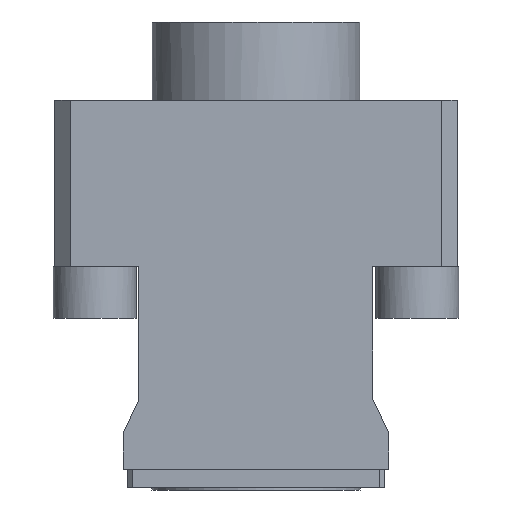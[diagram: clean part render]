
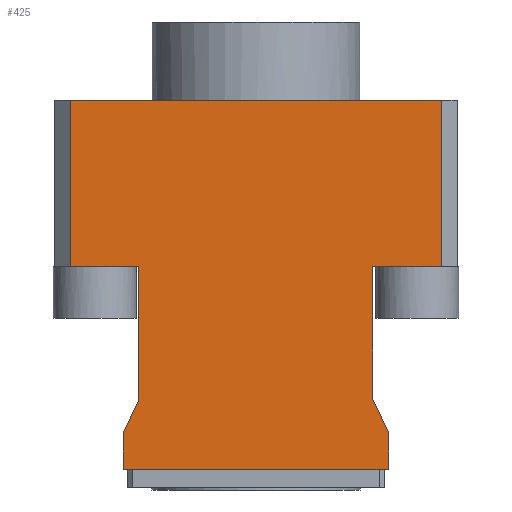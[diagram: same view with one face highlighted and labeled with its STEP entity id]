
A CAD part, left-side view. The second image highlights one B-rep face of the part: STEP entity #425.
In plain terms, the highlighted planar face has unit normal (-1, 0, 0).
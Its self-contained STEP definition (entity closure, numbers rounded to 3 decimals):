
#99=FACE_OUTER_BOUND('',#581,.T.);
#125=LINE('',#1787,#254);
#129=LINE('',#1795,#258);
#215=LINE('',#2074,#344);
#217=LINE('',#2078,#346);
#220=LINE('',#2084,#349);
#222=LINE('',#2088,#351);
#224=LINE('',#2092,#353);
#225=LINE('',#2094,#354);
#227=LINE('',#2098,#356);
#229=LINE('',#2102,#358);
#230=LINE('',#2104,#359);
#231=LINE('',#2106,#360);
#254=VECTOR('',#1431,1.);
#258=VECTOR('',#1435,1.);
#344=VECTOR('',#1655,1.);
#346=VECTOR('',#1659,1.);
#349=VECTOR('',#1664,1.);
#351=VECTOR('',#1668,1.);
#353=VECTOR('',#1672,1.);
#354=VECTOR('',#1675,1.);
#356=VECTOR('',#1679,1.);
#358=VECTOR('',#1683,1.);
#359=VECTOR('',#1686,1.);
#360=VECTOR('',#1689,1.);
#425=ADVANCED_FACE('',(#99),#484,.T.);
#484=PLANE('',#1359);
#581=EDGE_LOOP('',(#882,#883,#884,#885,#886,#887,#888,#889,#890,#891,#892,
#893));
#882=ORIENTED_EDGE('',*,*,#1185,.F.);
#883=ORIENTED_EDGE('',*,*,#1189,.F.);
#884=ORIENTED_EDGE('',*,*,#1067,.T.);
#885=ORIENTED_EDGE('',*,*,#1183,.T.);
#886=ORIENTED_EDGE('',*,*,#1182,.T.);
#887=ORIENTED_EDGE('',*,*,#1180,.T.);
#888=ORIENTED_EDGE('',*,*,#1178,.T.);
#889=ORIENTED_EDGE('',*,*,#1173,.T.);
#890=ORIENTED_EDGE('',*,*,#1187,.T.);
#891=ORIENTED_EDGE('',*,*,#1175,.T.);
#892=ORIENTED_EDGE('',*,*,#1063,.T.);
#893=ORIENTED_EDGE('',*,*,#1188,.T.);
#948=VERTEX_POINT('',#1786);
#949=VERTEX_POINT('',#1788);
#952=VERTEX_POINT('',#1794);
#953=VERTEX_POINT('',#1796);
#1020=VERTEX_POINT('',#2073);
#1021=VERTEX_POINT('',#2075);
#1022=VERTEX_POINT('',#2079);
#1023=VERTEX_POINT('',#2083);
#1024=VERTEX_POINT('',#2087);
#1025=VERTEX_POINT('',#2091);
#1026=VERTEX_POINT('',#2097);
#1027=VERTEX_POINT('',#2099);
#1063=EDGE_CURVE('',#949,#948,#125,.T.);
#1067=EDGE_CURVE('',#953,#952,#129,.T.);
#1173=EDGE_CURVE('',#1021,#1020,#215,.T.);
#1175=EDGE_CURVE('',#1022,#949,#217,.T.);
#1178=EDGE_CURVE('',#1023,#1021,#220,.T.);
#1180=EDGE_CURVE('',#1024,#1023,#222,.T.);
#1182=EDGE_CURVE('',#1025,#1024,#224,.T.);
#1183=EDGE_CURVE('',#952,#1025,#225,.T.);
#1185=EDGE_CURVE('',#1026,#1027,#227,.T.);
#1187=EDGE_CURVE('',#1020,#1022,#229,.T.);
#1188=EDGE_CURVE('',#948,#1027,#230,.T.);
#1189=EDGE_CURVE('',#953,#1026,#231,.T.);
#1359=AXIS2_PLACEMENT_3D('',#2107,#1690,#1691);
#1431=DIRECTION('',(0.,-1.,0.));
#1435=DIRECTION('',(0.,-1.,0.));
#1655=DIRECTION('',(0.,0.,1.));
#1659=DIRECTION('',(0.,0.,1.));
#1664=DIRECTION('',(0.,-1.,0.));
#1668=DIRECTION('',(0.,0.,-1.));
#1672=DIRECTION('',(0.,0.423,-0.906));
#1675=DIRECTION('',(0.,0.,-1.));
#1679=DIRECTION('',(0.,-1.,0.));
#1683=DIRECTION('',(0.,0.423,0.906));
#1686=DIRECTION('',(0.,0.,1.));
#1689=DIRECTION('',(0.,0.,1.));
#1690=DIRECTION('',(-1.,0.,0.));
#1691=DIRECTION('',(0.,0.,1.));
#1786=CARTESIAN_POINT('',(-67.,-35.7,-32.));
#1787=CARTESIAN_POINT('',(-67.,35.7,-32.));
#1788=CARTESIAN_POINT('',(-67.,-22.5,-32.));
#1794=CARTESIAN_POINT('',(-67.,22.5,-32.));
#1795=CARTESIAN_POINT('',(-67.,35.7,-32.));
#1796=CARTESIAN_POINT('',(-67.,35.7,-32.));
#2073=CARTESIAN_POINT('',(-67.,-25.5,-64.));
#2074=CARTESIAN_POINT('',(-67.,-25.5,-71.));
#2075=CARTESIAN_POINT('',(-67.,-25.5,-71.));
#2078=CARTESIAN_POINT('',(-67.,-22.5,-57.566));
#2079=CARTESIAN_POINT('',(-67.,-22.5,-57.566));
#2083=CARTESIAN_POINT('',(-67.,25.5,-71.));
#2084=CARTESIAN_POINT('',(-67.,25.5,-71.));
#2087=CARTESIAN_POINT('',(-67.,25.5,-64.));
#2088=CARTESIAN_POINT('',(-67.,25.5,-64.));
#2091=CARTESIAN_POINT('',(-67.,22.5,-57.566));
#2092=CARTESIAN_POINT('',(-67.,22.5,-57.566));
#2094=CARTESIAN_POINT('',(-67.,22.5,-32.));
#2097=CARTESIAN_POINT('',(-67.,35.7,0.));
#2098=CARTESIAN_POINT('',(-67.,35.7,0.));
#2099=CARTESIAN_POINT('',(-67.,-35.7,0.));
#2102=CARTESIAN_POINT('',(-67.,-22.5,-57.566));
#2104=CARTESIAN_POINT('',(-67.,-35.7,-32.));
#2106=CARTESIAN_POINT('',(-67.,35.7,-32.));
#2107=CARTESIAN_POINT('',(-67.,35.7,-32.));
